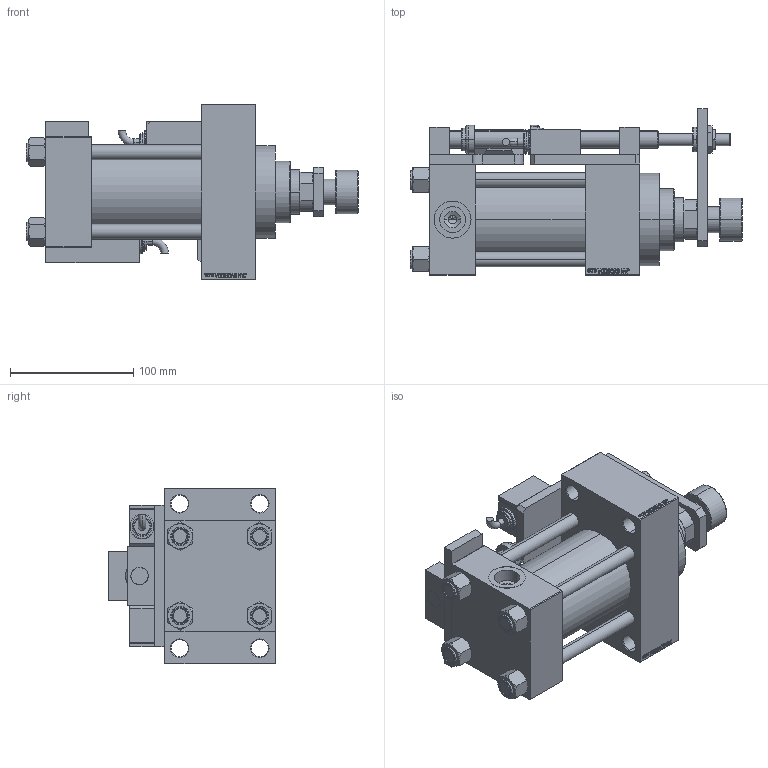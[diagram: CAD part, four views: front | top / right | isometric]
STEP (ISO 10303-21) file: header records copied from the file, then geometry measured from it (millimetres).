
FILE_DESCRIPTION (( 'STEP AP203' ), '1' );
FILE_NAME ('24fb.STEP', '2024-02-01T09:12:31', ( '' ), ( '' ), 'SwSTEP 2.0', 'SolidWorks 2019', '' );
FILE_SCHEMA (( 'CONFIG_CONTROL_DESIGN' ));
Length unit declared in the file: millimetre
Products named in the file (18): V215CD_VCP_D 587aaa76aeb5db0a5416df092c65bb78; V215CR_ROD_END_F 587aaa76aeb5db0a5416df092c65bb78; V215CD_SWITCH_Q_NUT10 587aaa76aeb5db0a5416df092c65bb78; V215CD_SWITCH_Q_BLOK 587aaa76aeb5db0a5416df092c65bb78; 24fb; V215CD_SWITCH_Q_TYC 587aaa76aeb5db0a5416df092c65bb78; V215CD_SWITCH_Q_NUT 587aaa76aeb5db0a5416df092c65bb78; V215CD_SWITCH_Q_MAGNET 587aaa76aeb5db0a5416df092c65bb78; V215CD_SWITCH_Q_ZARAZKA 587aaa76aeb5db0a5416df092c65bb78; V215CD_SWITCH_Q_PODLOZKA_FRONT 587aaa76aeb5db0a5416df092c65bb78; V215CD_VC_A 587aaa76aeb5db0a5416df092c65bb78; V215CD_D_Body 587aaa76aeb5db0a5416df092c65bb78; V215CD_SWITCH_Q_SWITCH 587aaa76aeb5db0a5416df092c65bb78; Zatka_pro_OIL_PORT 587aaa76aeb5db0a5416df092c65bb78; V215CD_NUT_M5_D 587aaa76aeb5db0a5416df092c65bb78; V215CD_D_TYCINKA 587aaa76aeb5db0a5416df092c65bb78; V215CD_SWITCH_Q_DIMA 587aaa76aeb5db0a5416df092c65bb78; V215CD_SWITCH_Q_PODLOZKA_BACK 587aaa76aeb5db0a5416df092c65bb78
Assembly tree (26 placements, depth 2):
  24fb
    V215CD_D_Body 587aaa76aeb5db0a5416df092c65bb78
    V215CD_VC_A 587aaa76aeb5db0a5416df092c65bb78
    V215CD_VCP_D 587aaa76aeb5db0a5416df092c65bb78
    V215CD_D_TYCINKA 587aaa76aeb5db0a5416df092c65bb78  x4
    V215CD_NUT_M5_D 587aaa76aeb5db0a5416df092c65bb78  x4
    V215CR_ROD_END_F 587aaa76aeb5db0a5416df092c65bb78
    V215CD_SWITCH_Q_BLOK 587aaa76aeb5db0a5416df092c65bb78  x2
    V215CD_SWITCH_Q_DIMA 587aaa76aeb5db0a5416df092c65bb78
    V215CD_SWITCH_Q_MAGNET 587aaa76aeb5db0a5416df092c65bb78  x2
    V215CD_SWITCH_Q_NUT 587aaa76aeb5db0a5416df092c65bb78
    V215CD_SWITCH_Q_NUT10 587aaa76aeb5db0a5416df092c65bb78
    V215CD_SWITCH_Q_PODLOZKA_BACK 587aaa76aeb5db0a5416df092c65bb78
    V215CD_SWITCH_Q_PODLOZKA_FRONT 587aaa76aeb5db0a5416df092c65bb78
    V215CD_SWITCH_Q_SWITCH 587aaa76aeb5db0a5416df092c65bb78  x2
    V215CD_SWITCH_Q_TYC 587aaa76aeb5db0a5416df092c65bb78
    V215CD_SWITCH_Q_ZARAZKA 587aaa76aeb5db0a5416df092c65bb78
    Zatka_pro_OIL_PORT 587aaa76aeb5db0a5416df092c65bb78
Bounding box: 269 x 135 x 142 mm (x, y, z)
Volume: 1463430.5 mm3; surface area: 320699.5 mm2
Topology: 26 solids, 26 shells, 1398 faces, 3414 edges, 2201 vertices
Faces by surface type: plane 646, bspline 368, cone 177, cylinder 167, torus 40
Entity records: 55103 total; most frequent: CARTESIAN_POINT 26503, ORIENTED_EDGE 5996, DIRECTION 4301, EDGE_CURVE 2998, VERTEX_POINT 1953, LINE 1759, VECTOR 1759, EDGE_LOOP 1371
